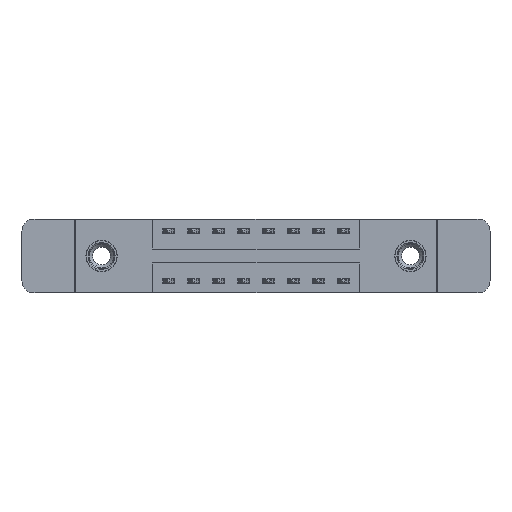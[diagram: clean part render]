
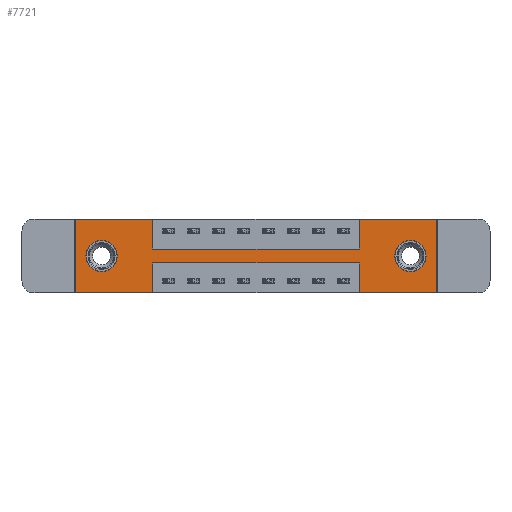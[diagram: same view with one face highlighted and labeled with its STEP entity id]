
A CAD part, front view. The second image highlights one B-rep face of the part: STEP entity #7721.
In plain terms, the highlighted planar face has unit normal (0, -1, 0).
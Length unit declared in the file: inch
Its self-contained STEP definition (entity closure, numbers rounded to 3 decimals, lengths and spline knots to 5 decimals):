
#133 = VERTEX_POINT ( 'NONE', #10203 ) ;
#143 = VECTOR ( 'NONE', #1169, 39.37008 ) ;
#154 = PLANE ( 'NONE',  #15219 ) ;
#180 = ORIENTED_EDGE ( 'NONE', *, *, #4541, .F. ) ;
#333 = VERTEX_POINT ( 'NONE', #2852 ) ;
#475 = EDGE_CURVE ( 'NONE', #133, #3700, #8900, .T. ) ;
#512 = LINE ( 'NONE', #1848, #6516 ) ;
#717 = CARTESIAN_POINT ( 'NONE',  ( 0.3875, 0., -0.37 ) ) ;
#1060 = DIRECTION ( 'NONE',  ( 0., 1., 0. ) ) ;
#1169 = DIRECTION ( 'NONE',  ( 0., 0., 1. ) ) ;
#1284 = CARTESIAN_POINT ( 'NONE',  ( 1.4225, 0., -0.22 ) ) ;
#1408 = EDGE_CURVE ( 'NONE', #9427, #9086, #5070, .T. ) ;
#1452 = CARTESIAN_POINT ( 'NONE',  ( 0., 0., 0. ) ) ;
#1579 = LINE ( 'NONE', #15041, #9588 ) ;
#1672 = AXIS2_PLACEMENT_3D ( 'NONE', #7129, #2274, #2602 ) ;
#1848 = CARTESIAN_POINT ( 'NONE',  ( 0., 0., -0.37 ) ) ;
#1860 = VERTEX_POINT ( 'NONE', #1284 ) ;
#1968 = CARTESIAN_POINT ( 'NONE',  ( 1.81, 0., 0. ) ) ;
#2274 = DIRECTION ( 'NONE',  ( 0., 1., 0. ) ) ;
#2482 = CARTESIAN_POINT ( 'NONE',  ( 1.6775, 0., -0.263 ) ) ;
#2602 = DIRECTION ( 'NONE',  ( 0., 0., -1. ) ) ;
#2812 = EDGE_LOOP ( 'NONE', ( #9717, #180, #8139, #5132, #9970, #12276, #9316, #8916, #6583, #8344, #10033, #14891 ) ) ;
#2817 = EDGE_CURVE ( 'NONE', #5567, #12347, #8849, .T. ) ;
#2852 = CARTESIAN_POINT ( 'NONE',  ( 0.3875, 0., 0. ) ) ;
#2945 = CARTESIAN_POINT ( 'NONE',  ( 1.81, 0., -0.37 ) ) ;
#3279 = ORIENTED_EDGE ( 'NONE', *, *, #8460, .T. ) ;
#3325 = DIRECTION ( 'NONE',  ( 0., 0., -1. ) ) ;
#3378 = CIRCLE ( 'NONE', #9890, 0.078 ) ;
#3421 = CARTESIAN_POINT ( 'NONE',  ( 1.4225, 0., -0.37 ) ) ;
#3473 = VERTEX_POINT ( 'NONE', #2945 ) ;
#3569 = DIRECTION ( 'NONE',  ( 0., 0., 1. ) ) ;
#3700 = VERTEX_POINT ( 'NONE', #9671 ) ;
#3775 = VECTOR ( 'NONE', #7692, 39.37008 ) ;
#3777 = VECTOR ( 'NONE', #14525, 39.37008 ) ;
#4060 = AXIS2_PLACEMENT_3D ( 'NONE', #5196, #13574, #7649 ) ;
#4208 = CARTESIAN_POINT ( 'NONE',  ( 0., 0., -0.37 ) ) ;
#4239 = VERTEX_POINT ( 'NONE', #2482 ) ;
#4541 = EDGE_CURVE ( 'NONE', #1860, #14718, #1579, .T. ) ;
#4668 = CARTESIAN_POINT ( 'NONE',  ( 1.4225, 0., 0. ) ) ;
#4727 = VECTOR ( 'NONE', #9114, 39.37008 ) ;
#4748 = FACE_OUTER_BOUND ( 'NONE', #2812, .T. ) ;
#4815 = LINE ( 'NONE', #4668, #143 ) ;
#4869 = CIRCLE ( 'NONE', #7382, 0.078 ) ;
#5070 = LINE ( 'NONE', #10933, #3777 ) ;
#5132 = ORIENTED_EDGE ( 'NONE', *, *, #8318, .F. ) ;
#5139 = VECTOR ( 'NONE', #3569, 39.37008 ) ;
#5151 = CARTESIAN_POINT ( 'NONE',  ( 1.81, 0., 0. ) ) ;
#5196 = CARTESIAN_POINT ( 'NONE',  ( 0.1325, 0., -0.185 ) ) ;
#5326 = ORIENTED_EDGE ( 'NONE', *, *, #2817, .T. ) ;
#5380 = CARTESIAN_POINT ( 'NONE',  ( 0.1325, 0., -0.263 ) ) ;
#5567 = VERTEX_POINT ( 'NONE', #11290 ) ;
#5581 = CARTESIAN_POINT ( 'NONE',  ( 1.6775, 0., -0.185 ) ) ;
#5602 = DIRECTION ( 'NONE',  ( -1., 0., 0. ) ) ;
#5629 = EDGE_CURVE ( 'NONE', #9839, #333, #6326, .T. ) ;
#5721 = CARTESIAN_POINT ( 'NONE',  ( 0.1325, 0., -0.185 ) ) ;
#5857 = CARTESIAN_POINT ( 'NONE',  ( 0., 0., 0. ) ) ;
#5994 = DIRECTION ( 'NONE',  ( 0., 0., -1. ) ) ;
#6230 = CARTESIAN_POINT ( 'NONE',  ( 0., 0., -0.37 ) ) ;
#6326 = LINE ( 'NONE', #14524, #9610 ) ;
#6447 = CARTESIAN_POINT ( 'NONE',  ( 1.6775, 0., -0.107 ) ) ;
#6516 = VECTOR ( 'NONE', #10195, 39.37008 ) ;
#6583 = ORIENTED_EDGE ( 'NONE', *, *, #10463, .F. ) ;
#6610 = DIRECTION ( 'NONE',  ( -1., 0., 0. ) ) ;
#6874 = CARTESIAN_POINT ( 'NONE',  ( 1.4225, 0., 0. ) ) ;
#7129 = CARTESIAN_POINT ( 'NONE',  ( 1.6775, 0., -0.185 ) ) ;
#7190 = DIRECTION ( 'NONE',  ( 0., -1., 0. ) ) ;
#7382 = AXIS2_PLACEMENT_3D ( 'NONE', #5721, #12763, #10428 ) ;
#7438 = ORIENTED_EDGE ( 'NONE', *, *, #13183, .T. ) ;
#7469 = CARTESIAN_POINT ( 'NONE',  ( 1.4225, 0., -0.37 ) ) ;
#7500 = EDGE_CURVE ( 'NONE', #14718, #13448, #7691, .T. ) ;
#7649 = DIRECTION ( 'NONE',  ( 0., 0., 1. ) ) ;
#7691 = LINE ( 'NONE', #717, #4727 ) ;
#7692 = DIRECTION ( 'NONE',  ( 0., 0., -1. ) ) ;
#7721 = ADVANCED_FACE ( 'NONE', ( #8397, #13202, #4748 ), #154, .T. ) ;
#7775 = VERTEX_POINT ( 'NONE', #4208 ) ;
#7825 = CARTESIAN_POINT ( 'NONE',  ( 0., 0., -0.37 ) ) ;
#8139 = ORIENTED_EDGE ( 'NONE', *, *, #12929, .F. ) ;
#8156 = EDGE_LOOP ( 'NONE', ( #10013, #7438 ) ) ;
#8318 = EDGE_CURVE ( 'NONE', #3473, #9918, #512, .T. ) ;
#8344 = ORIENTED_EDGE ( 'NONE', *, *, #5629, .F. ) ;
#8397 = FACE_BOUND ( 'NONE', #8156, .T. ) ;
#8430 = CIRCLE ( 'NONE', #1672, 0.078 ) ;
#8460 = EDGE_CURVE ( 'NONE', #12347, #5567, #4869, .T. ) ;
#8849 = CIRCLE ( 'NONE', #4060, 0.078 ) ;
#8900 = LINE ( 'NONE', #13622, #14337 ) ;
#8916 = ORIENTED_EDGE ( 'NONE', *, *, #475, .F. ) ;
#9086 = VERTEX_POINT ( 'NONE', #5151 ) ;
#9114 = DIRECTION ( 'NONE',  ( 0., 0., -1. ) ) ;
#9316 = ORIENTED_EDGE ( 'NONE', *, *, #12468, .F. ) ;
#9337 = LINE ( 'NONE', #1968, #13880 ) ;
#9404 = EDGE_CURVE ( 'NONE', #9086, #3473, #9337, .T. ) ;
#9427 = VERTEX_POINT ( 'NONE', #6874 ) ;
#9441 = VECTOR ( 'NONE', #10629, 39.37008 ) ;
#9588 = VECTOR ( 'NONE', #6610, 39.37008 ) ;
#9610 = VECTOR ( 'NONE', #11293, 39.37008 ) ;
#9671 = CARTESIAN_POINT ( 'NONE',  ( 1.4225, 0., -0.15 ) ) ;
#9717 = ORIENTED_EDGE ( 'NONE', *, *, #7500, .F. ) ;
#9735 = EDGE_CURVE ( 'NONE', #12737, #4239, #3378, .T. ) ;
#9839 = VERTEX_POINT ( 'NONE', #1452 ) ;
#9890 = AXIS2_PLACEMENT_3D ( 'NONE', #5581, #1060, #3325 ) ;
#9918 = VERTEX_POINT ( 'NONE', #7469 ) ;
#9970 = ORIENTED_EDGE ( 'NONE', *, *, #9404, .F. ) ;
#10013 = ORIENTED_EDGE ( 'NONE', *, *, #9735, .T. ) ;
#10033 = ORIENTED_EDGE ( 'NONE', *, *, #12141, .F. ) ;
#10195 = DIRECTION ( 'NONE',  ( -1., 0., 0. ) ) ;
#10203 = CARTESIAN_POINT ( 'NONE',  ( 0.3875, 0., -0.15 ) ) ;
#10320 = EDGE_LOOP ( 'NONE', ( #5326, #3279 ) ) ;
#10428 = DIRECTION ( 'NONE',  ( 0., 0., 1. ) ) ;
#10463 = EDGE_CURVE ( 'NONE', #333, #133, #12510, .T. ) ;
#10629 = DIRECTION ( 'NONE',  ( 0., 0., 1. ) ) ;
#10665 = LINE ( 'NONE', #3421, #5139 ) ;
#10933 = CARTESIAN_POINT ( 'NONE',  ( 0., 0., 0. ) ) ;
#11184 = EDGE_CURVE ( 'NONE', #13448, #7775, #12722, .T. ) ;
#11290 = CARTESIAN_POINT ( 'NONE',  ( 0.1325, 0., -0.107 ) ) ;
#11293 = DIRECTION ( 'NONE',  ( 1., 0., 0. ) ) ;
#12141 = EDGE_CURVE ( 'NONE', #7775, #9839, #14521, .T. ) ;
#12276 = ORIENTED_EDGE ( 'NONE', *, *, #1408, .F. ) ;
#12347 = VERTEX_POINT ( 'NONE', #5380 ) ;
#12468 = EDGE_CURVE ( 'NONE', #3700, #9427, #4815, .T. ) ;
#12510 = LINE ( 'NONE', #13682, #3775 ) ;
#12722 = LINE ( 'NONE', #7825, #13770 ) ;
#12737 = VERTEX_POINT ( 'NONE', #6447 ) ;
#12763 = DIRECTION ( 'NONE',  ( 0., 1., 0. ) ) ;
#12929 = EDGE_CURVE ( 'NONE', #9918, #1860, #10665, .T. ) ;
#13183 = EDGE_CURVE ( 'NONE', #4239, #12737, #8430, .T. ) ;
#13202 = FACE_BOUND ( 'NONE', #10320, .T. ) ;
#13448 = VERTEX_POINT ( 'NONE', #13733 ) ;
#13574 = DIRECTION ( 'NONE',  ( 0., 1., 0. ) ) ;
#13622 = CARTESIAN_POINT ( 'NONE',  ( 0.3875, 0., -0.15 ) ) ;
#13682 = CARTESIAN_POINT ( 'NONE',  ( 0.3875, 0., 0. ) ) ;
#13733 = CARTESIAN_POINT ( 'NONE',  ( 0.3875, 0., -0.37 ) ) ;
#13749 = DIRECTION ( 'NONE',  ( 0., 0., -1. ) ) ;
#13770 = VECTOR ( 'NONE', #5602, 39.37008 ) ;
#13880 = VECTOR ( 'NONE', #13749, 39.37008 ) ;
#14337 = VECTOR ( 'NONE', #14855, 39.37008 ) ;
#14521 = LINE ( 'NONE', #5857, #9441 ) ;
#14524 = CARTESIAN_POINT ( 'NONE',  ( 0., 0., 0. ) ) ;
#14525 = DIRECTION ( 'NONE',  ( 1., 0., 0. ) ) ;
#14686 = CARTESIAN_POINT ( 'NONE',  ( 0.3875, 0., -0.22 ) ) ;
#14718 = VERTEX_POINT ( 'NONE', #14686 ) ;
#14855 = DIRECTION ( 'NONE',  ( 1., 0., 0. ) ) ;
#14891 = ORIENTED_EDGE ( 'NONE', *, *, #11184, .F. ) ;
#15041 = CARTESIAN_POINT ( 'NONE',  ( 0.3875, 0., -0.22 ) ) ;
#15219 = AXIS2_PLACEMENT_3D ( 'NONE', #6230, #7190, #5994 ) ;
